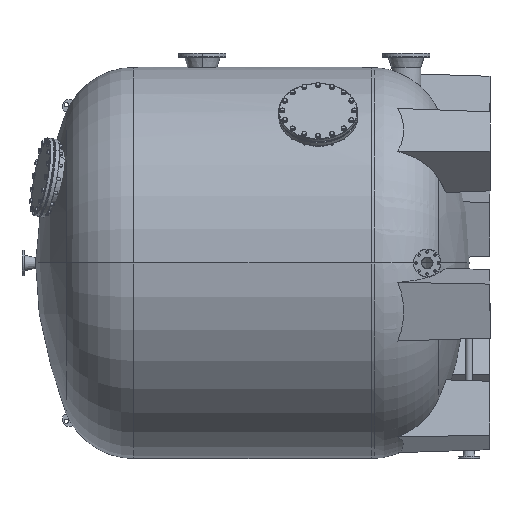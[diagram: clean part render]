
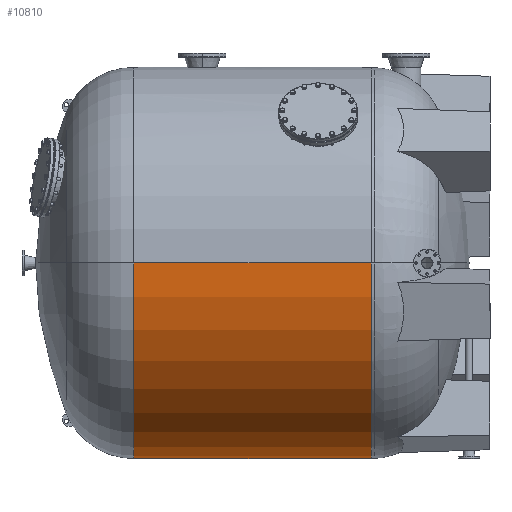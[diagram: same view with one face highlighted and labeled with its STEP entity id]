
A CAD part, left-side view. The second image highlights one B-rep face of the part: STEP entity #10810.
In plain terms, the highlighted cylindrical face has radius 1400 mm (diameter 2800 mm), a partial arc.
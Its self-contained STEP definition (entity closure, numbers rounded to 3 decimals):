
#2095 = EDGE_LOOP ( 'NONE', ( #7034, #30869, #39857, #8914 ) ) ;
#3879 = DIRECTION ( 'NONE',  ( 0., 1., 0. ) ) ;
#4576 = EDGE_CURVE ( 'NONE', #29615, #42342, #56084, .T. ) ;
#4760 = CARTESIAN_POINT ( 'NONE',  ( -1496.222, 1031.954, 29.066 ) ) ;
#7034 = ORIENTED_EDGE ( 'NONE', *, *, #4576, .F. ) ;
#7668 = EDGE_CURVE ( 'NONE', #42342, #13294, #55732, .T. ) ;
#8914 = ORIENTED_EDGE ( 'NONE', *, *, #7668, .F. ) ;
#9490 = DIRECTION ( 'NONE',  ( -1., 0., 0. ) ) ;
#10126 = DIRECTION ( 'NONE',  ( 0., 1., 0. ) ) ;
#10810 = ADVANCED_FACE ( 'NONE', ( #33841 ), #63071, .T. ) ;
#10964 = VECTOR ( 'NONE', #3879, 1000. ) ;
#12027 = CARTESIAN_POINT ( 'NONE',  ( 1303.778, 1731.954, 29.066 ) ) ;
#12603 = AXIS2_PLACEMENT_3D ( 'NONE', #14900, #10126, #9490 ) ;
#13294 = VERTEX_POINT ( 'NONE', #4760 ) ;
#13459 = DIRECTION ( 'NONE',  ( 0., 1., 0. ) ) ;
#13761 = DIRECTION ( 'NONE',  ( -1., 0., 0. ) ) ;
#14900 = CARTESIAN_POINT ( 'NONE',  ( -96.222, -668.046, 29.066 ) ) ;
#21352 = AXIS2_PLACEMENT_3D ( 'NONE', #62435, #28685, #29002 ) ;
#23086 = VECTOR ( 'NONE', #31645, 1000. ) ;
#23443 = LINE ( 'NONE', #52408, #10964 ) ;
#28685 = DIRECTION ( 'NONE',  ( 0., 1., 0. ) ) ;
#29002 = DIRECTION ( 'NONE',  ( -1., 0., 0. ) ) ;
#29615 = VERTEX_POINT ( 'NONE', #48942 ) ;
#30869 = ORIENTED_EDGE ( 'NONE', *, *, #42202, .T. ) ;
#31645 = DIRECTION ( 'NONE',  ( 0., 1., 0. ) ) ;
#33841 = FACE_OUTER_BOUND ( 'NONE', #2095, .T. ) ;
#34204 = AXIS2_PLACEMENT_3D ( 'NONE', #41818, #13459, #13761 ) ;
#36181 = CIRCLE ( 'NONE', #12603, 1400. ) ;
#36723 = CARTESIAN_POINT ( 'NONE',  ( 1303.778, 1031.954, 29.066 ) ) ;
#39857 = ORIENTED_EDGE ( 'NONE', *, *, #43361, .T. ) ;
#41818 = CARTESIAN_POINT ( 'NONE',  ( -96.222, 1031.954, 29.066 ) ) ;
#42202 = EDGE_CURVE ( 'NONE', #29615, #45673, #36181, .T. ) ;
#42342 = VERTEX_POINT ( 'NONE', #36723 ) ;
#43361 = EDGE_CURVE ( 'NONE', #45673, #13294, #23443, .T. ) ;
#45673 = VERTEX_POINT ( 'NONE', #55186 ) ;
#48942 = CARTESIAN_POINT ( 'NONE',  ( 1303.778, -668.046, 29.066 ) ) ;
#52408 = CARTESIAN_POINT ( 'NONE',  ( -1496.222, 1731.954, 29.066 ) ) ;
#55186 = CARTESIAN_POINT ( 'NONE',  ( -1496.222, -668.046, 29.066 ) ) ;
#55732 = CIRCLE ( 'NONE', #34204, 1400. ) ;
#56084 = LINE ( 'NONE', #12027, #23086 ) ;
#62435 = CARTESIAN_POINT ( 'NONE',  ( -96.222, 1731.954, 29.066 ) ) ;
#63071 = CYLINDRICAL_SURFACE ( 'NONE', #21352, 1400. ) ;
